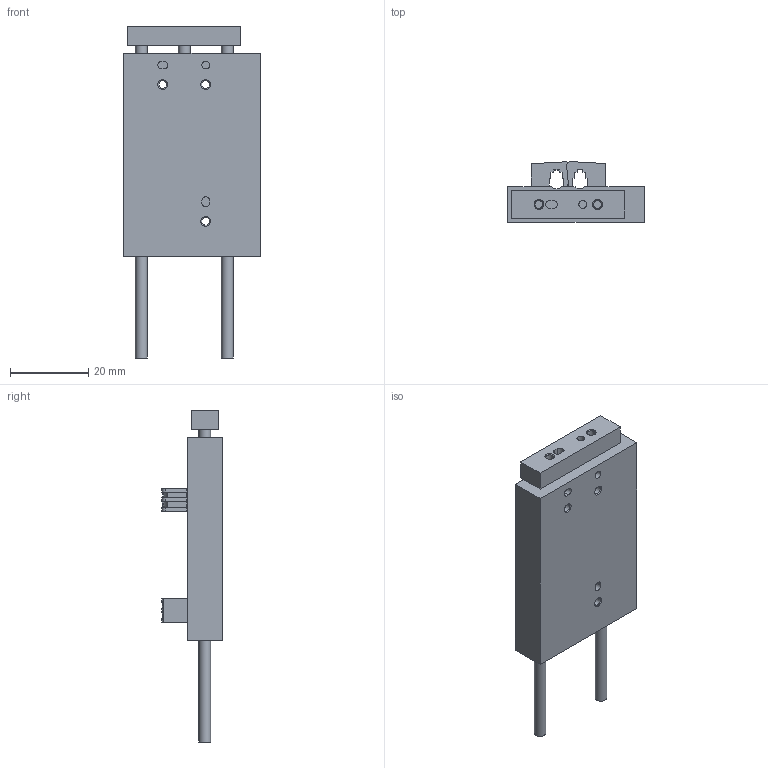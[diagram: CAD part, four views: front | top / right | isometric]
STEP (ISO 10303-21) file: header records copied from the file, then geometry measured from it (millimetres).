
FILE_DESCRIPTION(/* description */ ('STEP AP214'),/* implementation_level */ '2;1');
FILE_NAME(/* name */ '189465_DFC-6-25-P-A-KF',/* time_stamp */ '2024-08-14T18:47:51+02:00',/* author */ ('License CC BY-ND 4.0'),/* organization */ ('CADENAS'),/* preprocessor_version */ 'ST-DEVELOPER v19.3',/* originating_system */ 'PARTsolutions',/* authorisation */ ' ');
FILE_SCHEMA (('AUTOMOTIVE_DESIGN {1 0 10303 214 3 1 1}'));
Length unit declared in the file: millimetre
Products named in the file (5): 189465 DFC-6-25-P-A-KF---(0); 189465 DFC-6-25-P-A-KF---(Z); 189465 DFC-6-25-P-A-KF---(J); 550661 SL-DSM-B_H; Countersunk screw with slot DIN 963 - M2x8
Assembly tree (6 placements, depth 2):
  189465 DFC-6-25-P-A-KF---(0)
    189465 DFC-6-25-P-A-KF---(Z)
    189465 DFC-6-25-P-A-KF---(J)
    550661 SL-DSM-B_H  x2
    Countersunk screw with slot DIN 963 - M2x8  x2
Bounding box: 35 x 15.5 x 85 mm (x, y, z)
Volume: 17346.9 mm3; surface area: 11137.2 mm2
Topology: 6 solids, 6 shells, 192 faces, 462 edges, 297 vertices
Faces by surface type: plane 104, cylinder 61, cone 25, torus 2
Full cylindrical faces by diameter (mm): 1.523 x2, 1.567 x2, 2 x5, 2.013 x7, 2.4 x2, 2.459 x2, 3 x6, 4 x3, 4.6 x2, 6 x2
Entity records: 3903 total; most frequent: DIRECTION 670, CARTESIAN_POINT 661, ORIENTED_EDGE 540, EDGE_CURVE 270, AXIS2_PLACEMENT_3D 260, FACE_BOUND 228, EDGE_LOOP 224, VERTEX_POINT 206
